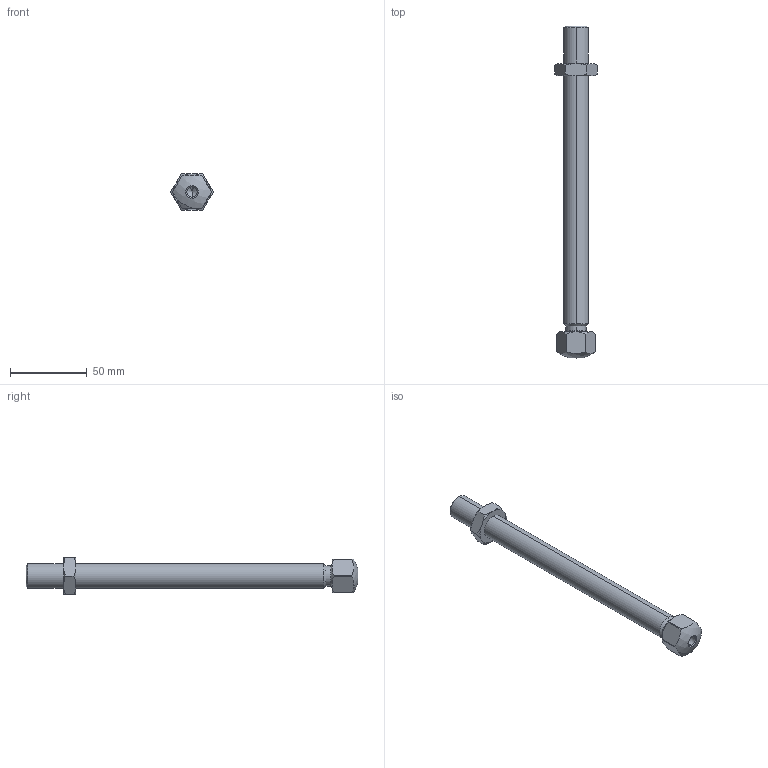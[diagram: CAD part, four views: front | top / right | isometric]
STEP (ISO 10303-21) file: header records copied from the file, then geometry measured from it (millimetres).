
FILE_DESCRIPTION (( 'STEP AP203' ), '1' );
FILE_NAME ('203600608_c_1.STEP', '2023-02-26T04:47:15', ( '' ), ( '' ), 'SwSTEP 2.0', 'SolidWorks 2014', '' );
FILE_SCHEMA (( 'CONFIG_CONTROL_DESIGN' ));
Length unit declared in the file: millimetre
Products named in the file (1): 203600608_c_1
Bounding box: 27.71 x 216.98 x 24 mm (x, y, z)
Volume: 48626.3 mm3; surface area: 13817.2 mm2
Topology: 2 solids, 2 shells, 70 faces, 168 edges, 102 vertices
Faces by surface type: cone 34, cylinder 16, plane 16, torus 2, sphere 2
Entity records: 2209 total; most frequent: CARTESIAN_POINT 519, DIRECTION 352, ORIENTED_EDGE 332, EDGE_CURVE 166, AXIS2_PLACEMENT_3D 151, VERTEX_POINT 102, CIRCLE 80, EDGE_LOOP 74
